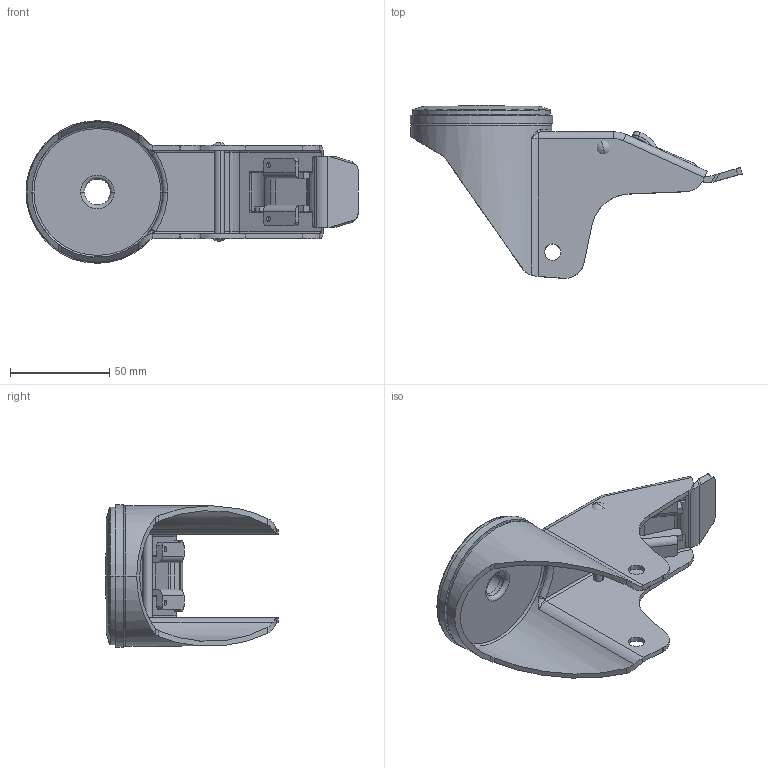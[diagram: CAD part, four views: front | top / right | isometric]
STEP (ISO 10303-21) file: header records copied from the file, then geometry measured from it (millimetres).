
FILE_DESCRIPTION (( 'STEP AP214' ), '1' );
FILE_NAME ('0049139_BM-L-100-1-DSN-schwarz_(A-01).step', '2019-09-30T10:02:09', ( '' ), ( '' ), 'SwSTEP 2.0', 'SolidWorks 2018', '' );
FILE_SCHEMA (( 'AUTOMOTIVE_DESIGN' ));
Length unit declared in the file: millimetre
Products named in the file (1): 0049139_BM-L-100-1-DSN-schwarz_(A-01)
Bounding box: 167.56 x 87.27 x 72 mm (x, y, z)
Volume: 80499.6 mm3; surface area: 63731 mm2
Topology: 7 solids, 7 shells, 235 faces, 587 edges, 362 vertices
Faces by surface type: cylinder 97, plane 75, torus 36, bspline 21, cone 6
Entity records: 10926 total; most frequent: CARTESIAN_POINT 2739, DIRECTION 1167, ORIENTED_EDGE 1152, EDGE_CURVE 576, AXIS2_PLACEMENT_3D 461, VERTEX_POINT 362, EDGE_LOOP 262, CIRCLE 246
